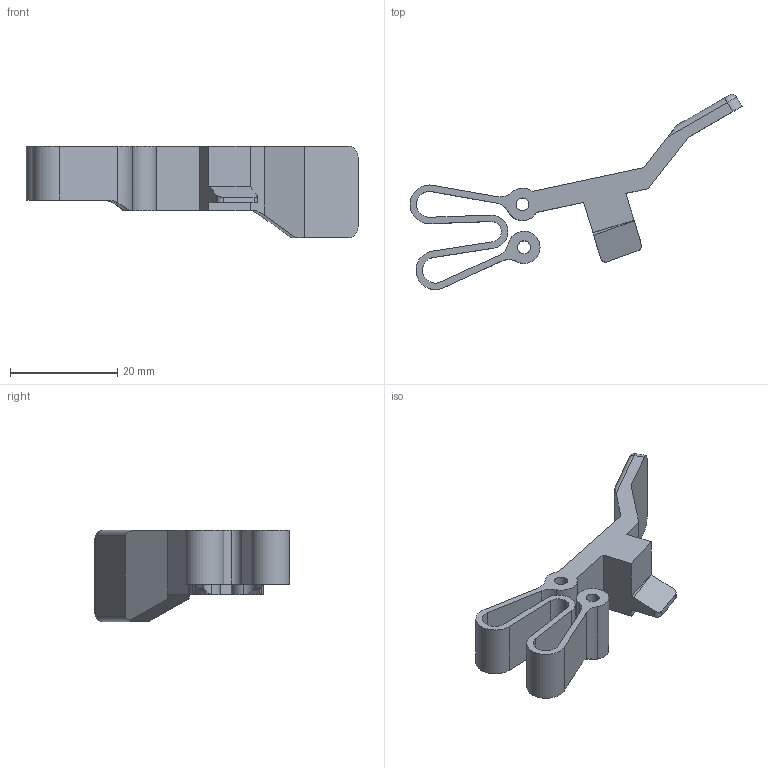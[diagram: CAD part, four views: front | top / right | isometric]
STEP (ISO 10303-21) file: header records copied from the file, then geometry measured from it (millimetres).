
FILE_DESCRIPTION (( 'STEP AP214' ), '1' );
FILE_NAME ('black key 2.STEP', '2025-05-12T19:34:24', ( 'Kaso' ), ( '' ), 'SwSTEP 2.0', 'SolidWorks 2024', '' );
FILE_SCHEMA (( 'AUTOMOTIVE_DESIGN' ));
Length unit declared in the file: millimetre
Products named in the file (1): black key 2
Bounding box: 61.82 x 36.32 x 17 mm (x, y, z)
Volume: 4276.7 mm3; surface area: 4314.7 mm2
Topology: 1 solids, 1 shells, 65 faces, 185 edges, 122 vertices
Faces by surface type: plane 32, cylinder 27, torus 6
Entity records: 2204 total; most frequent: CARTESIAN_POINT 458, ORIENTED_EDGE 370, DIRECTION 360, EDGE_CURVE 185, AXIS2_PLACEMENT_3D 126, VERTEX_POINT 122, VECTOR 108, LINE 108
